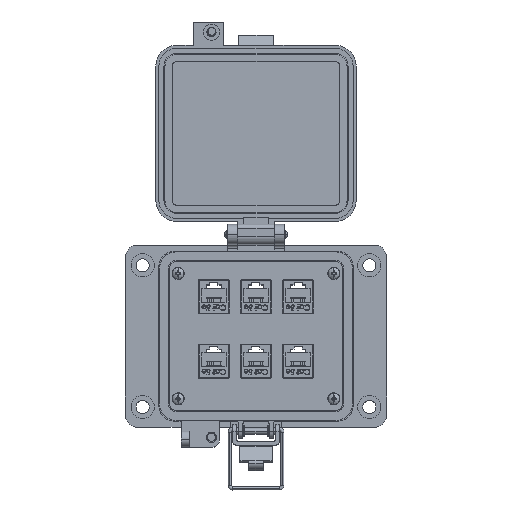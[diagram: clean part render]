
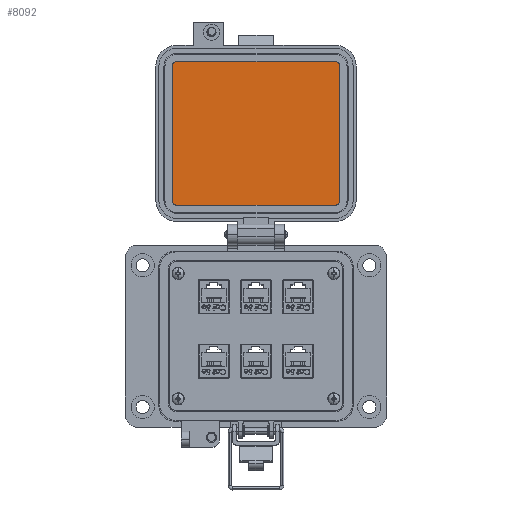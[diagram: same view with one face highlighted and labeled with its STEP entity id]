
A CAD part, top view. The second image highlights one B-rep face of the part: STEP entity #8092.
In plain terms, the highlighted planar face has unit normal (0, 0, 1).
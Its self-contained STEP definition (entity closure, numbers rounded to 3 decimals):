
#158 = DIRECTION ( 'NONE',  ( 1., 0., 0. ) ) ;
#323 = VERTEX_POINT ( 'NONE', #26938 ) ;
#706 = DIRECTION ( 'NONE',  ( 0., 0., -1. ) ) ;
#918 = CARTESIAN_POINT ( 'NONE',  ( 35.912, 57.705, 19.202 ) ) ;
#1618 = VECTOR ( 'NONE', #49382, 1000. ) ;
#1735 = VECTOR ( 'NONE', #40548, 1000. ) ;
#2835 = FACE_OUTER_BOUND ( 'NONE', #8373, .T. ) ;
#3033 = EDGE_CURVE ( 'NONE', #323, #36690, #26445, .T. ) ;
#3190 = VERTEX_POINT ( 'NONE', #47736 ) ;
#4437 = EDGE_CURVE ( 'NONE', #31954, #3190, #25553, .T. ) ;
#4923 = VERTEX_POINT ( 'NONE', #11029 ) ;
#6766 = CARTESIAN_POINT ( 'NONE',  ( 38.212, 93.196, 19.202 ) ) ;
#8092 = ADVANCED_FACE ( 'NONE', ( #2835 ), #11858, .T. ) ;
#8373 = EDGE_LOOP ( 'NONE', ( #36038, #37152, #41282, #19000, #28112, #11878, #20956, #44875 ) ) ;
#8388 = DIRECTION ( 'NONE',  ( 0., -1., 0. ) ) ;
#8909 = VECTOR ( 'NONE', #43131, 1000. ) ;
#10174 = AXIS2_PLACEMENT_3D ( 'NONE', #46358, #706, #8388 ) ;
#10795 = DIRECTION ( 'NONE',  ( 0., 0., 1. ) ) ;
#11029 = CARTESIAN_POINT ( 'NONE',  ( 38.212, 126.389, 19.202 ) ) ;
#11858 = PLANE ( 'NONE',  #29283 ) ;
#11878 = ORIENTED_EDGE ( 'NONE', *, *, #39476, .F. ) ;
#13853 = CARTESIAN_POINT ( 'NONE',  ( 35.912, 128.688, 19.202 ) ) ;
#14685 = EDGE_CURVE ( 'NONE', #51208, #31954, #53634, .T. ) ;
#14751 = CARTESIAN_POINT ( 'NONE',  ( -44.769, 93.196, 19.202 ) ) ;
#19000 = ORIENTED_EDGE ( 'NONE', *, *, #3033, .F. ) ;
#19263 = EDGE_CURVE ( 'NONE', #36690, #4923, #19351, .T. ) ;
#19341 = CIRCLE ( 'NONE', #36892, 2.299 ) ;
#19351 = CIRCLE ( 'NONE', #32441, 2.299 ) ;
#20950 = DIRECTION ( 'NONE',  ( 0., 0., -1. ) ) ;
#20956 = ORIENTED_EDGE ( 'NONE', *, *, #4437, .F. ) ;
#21542 = VERTEX_POINT ( 'NONE', #45198 ) ;
#22880 = CARTESIAN_POINT ( 'NONE',  ( -3.279, 128.688, 19.202 ) ) ;
#23227 = LINE ( 'NONE', #14751, #34404 ) ;
#25553 = CIRCLE ( 'NONE', #51756, 2.299 ) ;
#25892 = CIRCLE ( 'NONE', #10174, 2.299 ) ;
#26445 = LINE ( 'NONE', #22880, #8909 ) ;
#26938 = CARTESIAN_POINT ( 'NONE',  ( -42.469, 128.688, 19.202 ) ) ;
#28112 = ORIENTED_EDGE ( 'NONE', *, *, #36695, .F. ) ;
#28348 = LINE ( 'NONE', #6766, #1618 ) ;
#29283 = AXIS2_PLACEMENT_3D ( 'NONE', #32372, #10795, #49012 ) ;
#31954 = VERTEX_POINT ( 'NONE', #38928 ) ;
#32372 = CARTESIAN_POINT ( 'NONE',  ( 39.871, 130.108, 19.202 ) ) ;
#32441 = AXIS2_PLACEMENT_3D ( 'NONE', #37228, #53882, #35943 ) ;
#34404 = VECTOR ( 'NONE', #43484, 1000. ) ;
#35943 = DIRECTION ( 'NONE',  ( 1., 0., 0. ) ) ;
#36038 = ORIENTED_EDGE ( 'NONE', *, *, #41267, .F. ) ;
#36242 = CARTESIAN_POINT ( 'NONE',  ( -44.769, 126.389, 19.202 ) ) ;
#36690 = VERTEX_POINT ( 'NONE', #13853 ) ;
#36695 = EDGE_CURVE ( 'NONE', #47340, #323, #19341, .T. ) ;
#36892 = AXIS2_PLACEMENT_3D ( 'NONE', #47179, #42585, #38485 ) ;
#37152 = ORIENTED_EDGE ( 'NONE', *, *, #45722, .F. ) ;
#37228 = CARTESIAN_POINT ( 'NONE',  ( 35.912, 126.389, 19.202 ) ) ;
#38485 = DIRECTION ( 'NONE',  ( 0., -1., 0. ) ) ;
#38928 = CARTESIAN_POINT ( 'NONE',  ( -42.469, 57.705, 19.202 ) ) ;
#39476 = EDGE_CURVE ( 'NONE', #3190, #47340, #23227, .T. ) ;
#40548 = DIRECTION ( 'NONE',  ( -1., 0., 0. ) ) ;
#41267 = EDGE_CURVE ( 'NONE', #21542, #51208, #25892, .T. ) ;
#41282 = ORIENTED_EDGE ( 'NONE', *, *, #19263, .F. ) ;
#42585 = DIRECTION ( 'NONE',  ( 0., 0., -1. ) ) ;
#43131 = DIRECTION ( 'NONE',  ( 1., 0., 0. ) ) ;
#43484 = DIRECTION ( 'NONE',  ( 0., 1., 0. ) ) ;
#44875 = ORIENTED_EDGE ( 'NONE', *, *, #14685, .F. ) ;
#45198 = CARTESIAN_POINT ( 'NONE',  ( 38.212, 60.004, 19.202 ) ) ;
#45441 = CARTESIAN_POINT ( 'NONE',  ( -3.279, 57.705, 19.202 ) ) ;
#45722 = EDGE_CURVE ( 'NONE', #4923, #21542, #28348, .T. ) ;
#46358 = CARTESIAN_POINT ( 'NONE',  ( 35.912, 60.004, 19.202 ) ) ;
#47179 = CARTESIAN_POINT ( 'NONE',  ( -42.469, 126.389, 19.202 ) ) ;
#47340 = VERTEX_POINT ( 'NONE', #36242 ) ;
#47736 = CARTESIAN_POINT ( 'NONE',  ( -44.769, 60.004, 19.202 ) ) ;
#49012 = DIRECTION ( 'NONE',  ( -1., 0., 0. ) ) ;
#49382 = DIRECTION ( 'NONE',  ( 0., -1., 0. ) ) ;
#51208 = VERTEX_POINT ( 'NONE', #918 ) ;
#51756 = AXIS2_PLACEMENT_3D ( 'NONE', #53754, #20950, #158 ) ;
#53634 = LINE ( 'NONE', #45441, #1735 ) ;
#53754 = CARTESIAN_POINT ( 'NONE',  ( -42.469, 60.004, 19.202 ) ) ;
#53882 = DIRECTION ( 'NONE',  ( 0., 0., -1. ) ) ;
